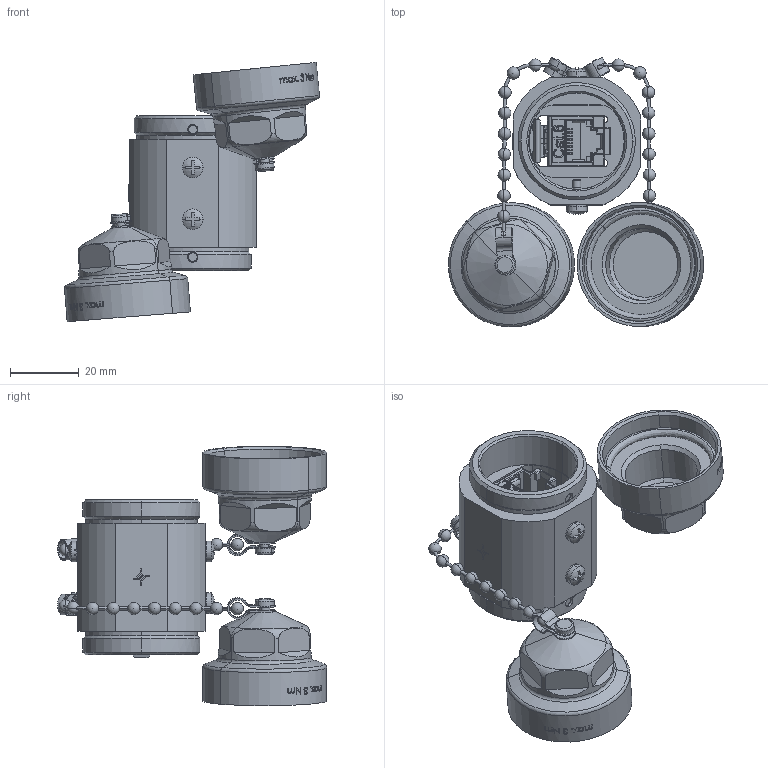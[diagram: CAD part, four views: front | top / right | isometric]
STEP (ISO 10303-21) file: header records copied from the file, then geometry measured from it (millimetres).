
FILE_DESCRIPTION (( 'STEP AP214' ), '1' );
FILE_NAME ('j60029A0000H50.STEP', '2013-04-15T09:01:12', ( 'Wartung' ), ( '' ), 'SwSTEP 2.0', 'SolidWorks 2012', '' );
FILE_SCHEMA (( 'AUTOMOTIVE_DESIGN' ));
Length unit declared in the file: millimetre
Products named in the file (14): H60030A0000H3; B10024A0000H9; B07015A0010; B06012A0022_angeschlossen 1mm-Blech; B04001A0439; B04005A1421; j00029A0061H50; H66000A0003; A05020E0630; B07011A0032; F60071A0004; B04001A0419; B04005A1404; j60029A0000H50
Assembly tree (22 placements, depth 4):
  j60029A0000H50
    H66000A0003
      F60071A0004
        B04005A1404
        B04001A0419  x2
      B07011A0032  x4
      A05020E0630  x4
    j00029A0061H50
    H60030A0000H3  x2
      B04005A1421
      B04001A0439
      B06012A0022_angeschlossen 1mm-Blech
      B07015A0010
      B10024A0000H9
Bounding box: 73.98 x 78.06 x 75.24 mm (x, y, z)
Volume: 42723.1 mm3; surface area: 33386.7 mm2
Topology: 24 solids, 24 shells, 1970 faces, 5091 edges, 3166 vertices
Faces by surface type: plane 963, cylinder 501, bspline 296, cone 90, sphere 62, torus 58
Entity records: 67325 total; most frequent: CARTESIAN_POINT 20026, ORIENTED_EDGE 7692, DIRECTION 6466, EDGE_CURVE 3846, VERTEX_POINT 2383, LINE 2248, VECTOR 2248, AXIS2_PLACEMENT_3D 2109
